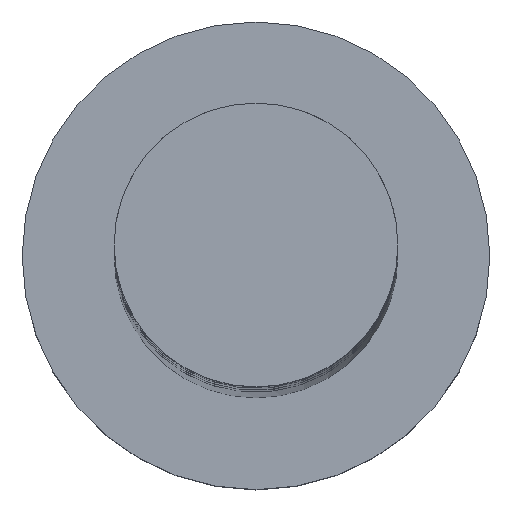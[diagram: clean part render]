
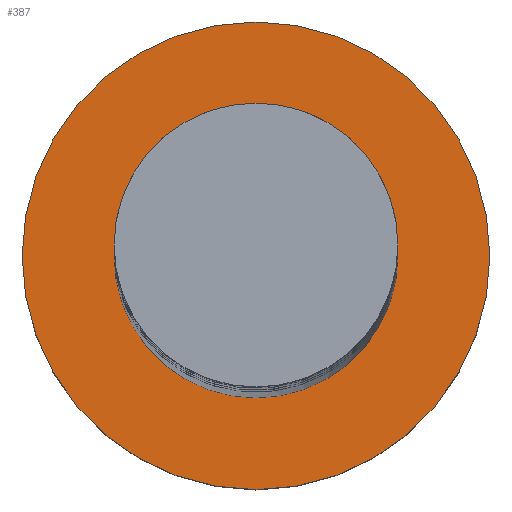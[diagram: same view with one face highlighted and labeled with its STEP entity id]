
A CAD part, top view. The second image highlights one B-rep face of the part: STEP entity #387.
In plain terms, the highlighted planar face has unit normal (0, 0, 1).
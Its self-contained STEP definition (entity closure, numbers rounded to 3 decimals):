
#78 = CARTESIAN_POINT ( 'NONE',  ( 7., 0., 5. ) ) ;
#112 = VERTEX_POINT ( 'NONE', #922 ) ;
#180 = AXIS2_PLACEMENT_3D ( 'NONE', #1457, #925, #1449 ) ;
#280 = DIRECTION ( 'NONE',  ( 0., 0., 1. ) ) ;
#300 = CARTESIAN_POINT ( 'NONE',  ( 0., 0., 5. ) ) ;
#310 = AXIS2_PLACEMENT_3D ( 'NONE', #1725, #388, #1089 ) ;
#387 = ADVANCED_FACE ( 'NONE', ( #1643, #1429 ), #1302, .T. ) ;
#388 = DIRECTION ( 'NONE',  ( 0., 0., 1. ) ) ;
#397 = EDGE_CURVE ( 'NONE', #1394, #849, #880, .T. ) ;
#469 = CARTESIAN_POINT ( 'NONE',  ( -7., 0., 5. ) ) ;
#480 = VERTEX_POINT ( 'NONE', #1604 ) ;
#492 = EDGE_CURVE ( 'NONE', #480, #112, #1458, .T. ) ;
#565 = EDGE_CURVE ( 'NONE', #849, #1394, #1074, .T. ) ;
#568 = EDGE_CURVE ( 'NONE', #112, #480, #739, .T. ) ;
#689 = DIRECTION ( 'NONE',  ( 0., 0., 1. ) ) ;
#739 = CIRCLE ( 'NONE', #310, 4.25 ) ;
#751 = ORIENTED_EDGE ( 'NONE', *, *, #568, .F. ) ;
#811 = CARTESIAN_POINT ( 'NONE',  ( 0., 0., 5. ) ) ;
#849 = VERTEX_POINT ( 'NONE', #469 ) ;
#880 = CIRCLE ( 'NONE', #1569, 7. ) ;
#922 = CARTESIAN_POINT ( 'NONE',  ( -4.25, 0., 5. ) ) ;
#925 = DIRECTION ( 'NONE',  ( 0., 0., 1. ) ) ;
#983 = EDGE_LOOP ( 'NONE', ( #751, #1576 ) ) ;
#1074 = CIRCLE ( 'NONE', #1212, 7. ) ;
#1083 = DIRECTION ( 'NONE',  ( 1., 0., 0. ) ) ;
#1089 = DIRECTION ( 'NONE',  ( 1., 0., 0. ) ) ;
#1104 = DIRECTION ( 'NONE',  ( 1., 0., 0. ) ) ;
#1212 = AXIS2_PLACEMENT_3D ( 'NONE', #811, #280, #1748 ) ;
#1215 = DIRECTION ( 'NONE',  ( 0., 0., 1. ) ) ;
#1220 = ORIENTED_EDGE ( 'NONE', *, *, #565, .T. ) ;
#1302 = PLANE ( 'NONE',  #1350 ) ;
#1350 = AXIS2_PLACEMENT_3D ( 'NONE', #1447, #1215, #1104 ) ;
#1394 = VERTEX_POINT ( 'NONE', #78 ) ;
#1429 = FACE_OUTER_BOUND ( 'NONE', #1680, .T. ) ;
#1447 = CARTESIAN_POINT ( 'NONE',  ( 0., 0., 5. ) ) ;
#1449 = DIRECTION ( 'NONE',  ( 1., 0., 0. ) ) ;
#1457 = CARTESIAN_POINT ( 'NONE',  ( 0., 0., 5. ) ) ;
#1458 = CIRCLE ( 'NONE', #180, 4.25 ) ;
#1569 = AXIS2_PLACEMENT_3D ( 'NONE', #300, #689, #1083 ) ;
#1576 = ORIENTED_EDGE ( 'NONE', *, *, #492, .F. ) ;
#1604 = CARTESIAN_POINT ( 'NONE',  ( 4.25, 0., 5. ) ) ;
#1614 = ORIENTED_EDGE ( 'NONE', *, *, #397, .T. ) ;
#1643 = FACE_BOUND ( 'NONE', #983, .T. ) ;
#1680 = EDGE_LOOP ( 'NONE', ( #1220, #1614 ) ) ;
#1725 = CARTESIAN_POINT ( 'NONE',  ( 0., 0., 5. ) ) ;
#1748 = DIRECTION ( 'NONE',  ( 1., 0., 0. ) ) ;
